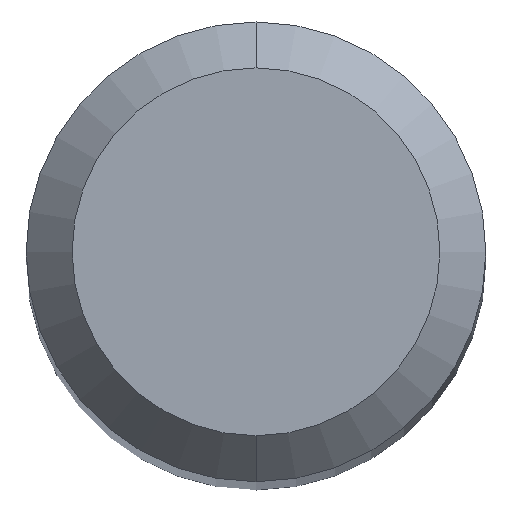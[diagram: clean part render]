
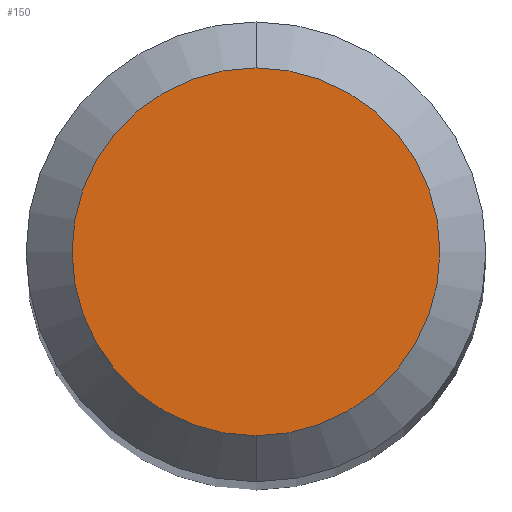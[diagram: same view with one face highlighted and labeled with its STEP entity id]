
A CAD part, top view. The second image highlights one B-rep face of the part: STEP entity #150.
In plain terms, the highlighted planar face has unit normal (0, 0, 1).
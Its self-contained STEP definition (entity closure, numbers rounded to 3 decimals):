
#104=VERTEX_POINT('',#257);
#114=EDGE_CURVE('',#146,#104,#269,.T.);
#130=EDGE_CURVE('',#104,#146,#288,.T.);
#146=VERTEX_POINT('',#305);
#150=ADVANCED_FACE('',(#310),#311,.T.);
#257=CARTESIAN_POINT('',(0.,-1.2,0.0));
#269=CIRCLE('',#435,1.2);
#288=CIRCLE('',#456,1.2);
#305=CARTESIAN_POINT('',(0.0,1.2,0.0));
#310=FACE_OUTER_BOUND('',#486,.T.);
#311=PLANE('',#487);
#435=AXIS2_PLACEMENT_3D('',#626,#627,#628);
#456=AXIS2_PLACEMENT_3D('',#654,#655,#656);
#486=EDGE_LOOP('',(#686,#687));
#487=AXIS2_PLACEMENT_3D('',#688,#689,#690);
#626=CARTESIAN_POINT('',(0.0,0.0,0.0));
#627=DIRECTION('',(0.0,0.0,-1.0));
#628=DIRECTION('',(0.0,1.0,0.0));
#654=CARTESIAN_POINT('',(0.0,0.0,0.0));
#655=DIRECTION('',(0.0,0.0,-1.0));
#656=DIRECTION('',(0.0,1.0,0.0));
#686=ORIENTED_EDGE('',*,*,#114,.F.);
#687=ORIENTED_EDGE('',*,*,#130,.F.);
#688=CARTESIAN_POINT('',(0.0,0.6,0.0));
#689=DIRECTION('',(-0.0,0.0,1.0));
#690=DIRECTION('',(0.0,-1.0,0.0));
